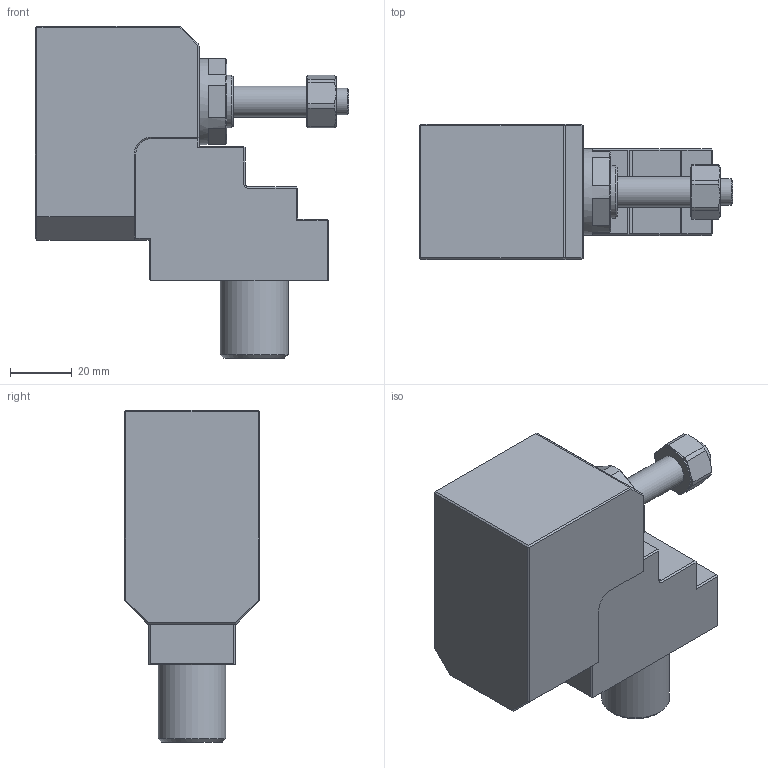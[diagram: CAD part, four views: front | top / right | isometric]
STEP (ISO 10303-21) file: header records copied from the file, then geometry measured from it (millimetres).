
FILE_DESCRIPTION(/* description */ (''),/* implementation_level */ '2;1');
FILE_NAME(/* name */ '4 - 7.072.701 - appareil à fendre.stp',/* time_stamp */ '2015-05-29T13:56:13+02:00',/* author */ ('AIm'),/* organization */ (''),/* preprocessor_version */ 'ST-DEVELOPER v16.1',/* originating_system */ 'Autodesk Inventor 2016',/* authorisation */ '');
FILE_SCHEMA (('AUTOMOTIVE_DESIGN { 1 0 10303 214 3 1 1 }'));
Length unit declared in the file: millimetre
Products named in the file (3): 7.072.701_appareil à fendre; ecrou_fendeur; 4 - 7.072.701 - appareil à fendre
Assembly tree (2 placements, depth 2):
  4 - 7.072.701 - appareil à fendre
    7.072.701_appareil à fendre
    ecrou_fendeur
Bounding box: 101.4 x 43.8 x 107.5 mm (x, y, z)
Volume: 211538.4 mm3; surface area: 28186.5 mm2
Topology: 2 solids, 2 shells, 158 faces, 346 edges, 197 vertices
Faces by surface type: plane 120, cone 22, cylinder 16
Full cylindrical faces by diameter (mm): 8.6 x1, 9 x1, 10 x1, 16 x1, 17 x1, 22 x1, 28 x1
Entity records: 4167 total; most frequent: CARTESIAN_POINT 751, DIRECTION 704, ORIENTED_EDGE 664, EDGE_CURVE 332, LINE 238, VECTOR 238, AXIS2_PLACEMENT_3D 233, VERTEX_POINT 196
